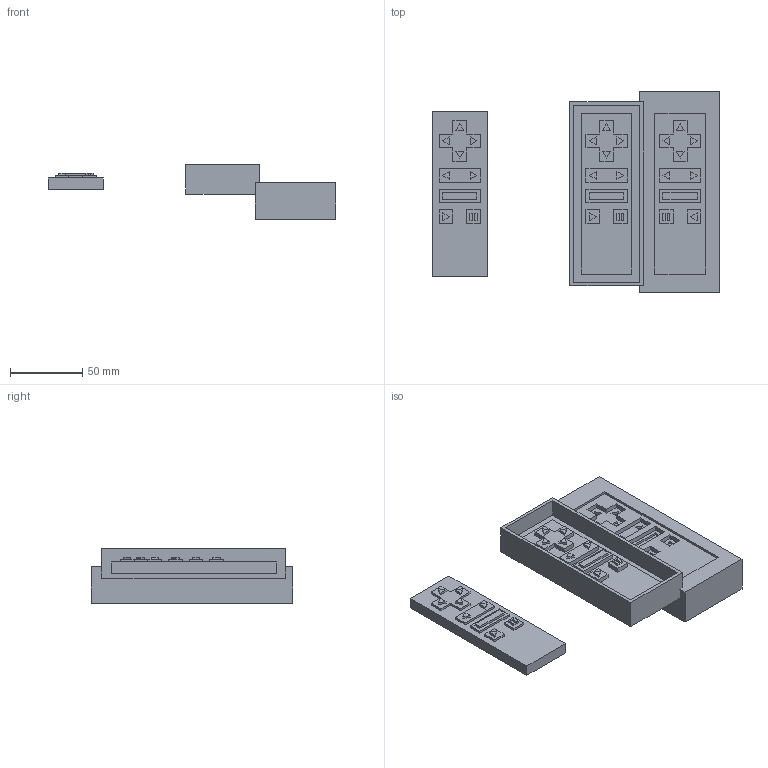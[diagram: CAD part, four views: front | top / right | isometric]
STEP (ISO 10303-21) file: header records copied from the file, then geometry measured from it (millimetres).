
FILE_DESCRIPTION( ( '' ), ' ' );
FILE_NAME( '5c9b134c53dd96162110b35f.step', '2019-03-27T06:08:12', ( '' ), ( '' ), ' ', ' ', ' ' );
FILE_SCHEMA( ( 'AUTOMOTIVE_DESIGN { 1 0 10303 214 1 1 1 1 }' ) );
Length unit declared in the file: metre
Products named in the file (4): Part 4; Part 3; Part 2; Part 1
Bounding box: 198.93 x 139.66 x 37.78 mm (x, y, z)
Volume: 277503.2 mm3; surface area: 74335.6 mm2
Topology: 4 solids, 4 shells, 300 faces, 729 edges, 486 vertices
Faces by surface type: plane 300
Entity records: 11059 total; most frequent: CARTESIAN_POINT 1519, ORIENTED_EDGE 1458, DIRECTION 1337, EDGE_CURVE 729, LINE 729, VECTOR 729, VERTEX_POINT 486, EDGE_LOOP 359
